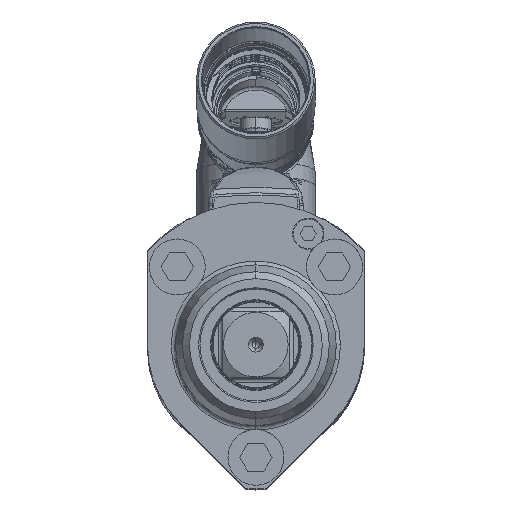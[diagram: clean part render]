
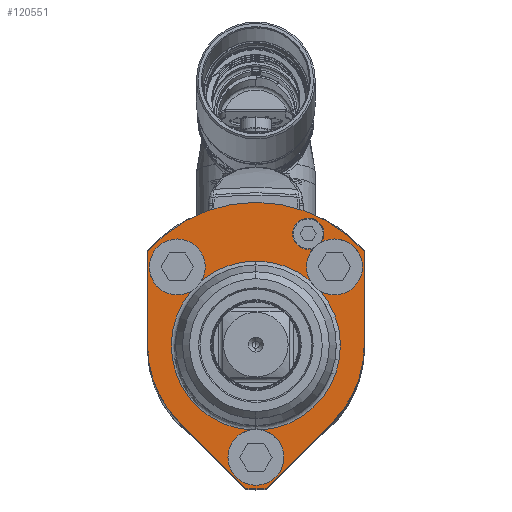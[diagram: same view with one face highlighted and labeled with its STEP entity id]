
A CAD part, top view. The second image highlights one B-rep face of the part: STEP entity #120551.
In plain terms, the highlighted planar face has unit normal (0, 0, 1).
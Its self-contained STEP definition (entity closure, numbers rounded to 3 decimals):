
#118437=CARTESIAN_POINT('',(0.,0.,18.));
#118438=DIRECTION('',(0.,0.,-1.));
#118439=DIRECTION('',(-0.756,0.654,0.));
#118440=AXIS2_PLACEMENT_3D('',#118437,#118438,#118439);
#118442=CARTESIAN_POINT('',(0.,0.,18.));
#118443=DIRECTION('',(0.,0.,-1.));
#118444=DIRECTION('',(1.,0.,0.));
#118445=AXIS2_PLACEMENT_3D('',#118442,#118443,#118444);
#118447=DIRECTION('',(-0.707,-0.707,0.));
#118448=VECTOR('',#118447,26.833);
#118449=CARTESIAN_POINT('',(21.92,-21.92,18.));
#118450=LINE('',#118449,#118448);
#118451=CARTESIAN_POINT('',(0.,0.,18.));
#118452=DIRECTION('',(0.,0.,-1.));
#118453=DIRECTION('',(0.072,-0.997,0.));
#118454=AXIS2_PLACEMENT_3D('',#118451,#118452,#118453);
#118456=DIRECTION('',(-0.707,0.707,0.));
#118457=VECTOR('',#118456,26.833);
#118458=CARTESIAN_POINT('',(-2.947,-40.894,18.));
#118459=LINE('',#118458,#118457);
#118460=CARTESIAN_POINT('',(0.,0.,18.));
#118461=DIRECTION('',(0.,0.,-1.));
#118462=DIRECTION('',(-0.707,-0.707,0.));
#118463=AXIS2_PLACEMENT_3D('',#118460,#118461,#118462);
#118465=CARTESIAN_POINT('',(0.,-32.,18.));
#118466=DIRECTION('',(0.,0.,-1.));
#118467=DIRECTION('',(-1.,0.,0.));
#118468=AXIS2_PLACEMENT_3D('',#118465,#118466,#118467);
#118470=CARTESIAN_POINT('',(0.,-32.,18.));
#118471=DIRECTION('',(0.,0.,-1.));
#118472=DIRECTION('',(1.,0.,0.));
#118473=AXIS2_PLACEMENT_3D('',#118470,#118471,#118472);
#118475=CARTESIAN_POINT('',(0.,-32.,18.));
#118476=DIRECTION('',(0.,0.,-1.));
#118477=DIRECTION('',(0.193,0.981,0.));
#118478=AXIS2_PLACEMENT_3D('',#118475,#118476,#118477);
#118480=CARTESIAN_POINT('',(0.,0.,18.));
#118481=DIRECTION('',(0.,0.,1.));
#118482=DIRECTION('',(0.064,-0.998,0.));
#118483=AXIS2_PLACEMENT_3D('',#118480,#118481,#118482);
#118485=CARTESIAN_POINT('',(22.5,22.5,18.));
#118486=DIRECTION('',(0.,0.,-1.));
#118487=DIRECTION('',(1.,0.,0.));
#118488=AXIS2_PLACEMENT_3D('',#118485,#118486,#118487);
#118490=CARTESIAN_POINT('',(22.5,22.5,18.));
#118491=DIRECTION('',(0.,0.,-1.));
#118492=DIRECTION('',(-0.462,0.887,0.));
#118493=AXIS2_PLACEMENT_3D('',#118490,#118491,#118492);
#118495=CARTESIAN_POINT('',(15.,32.,18.));
#118496=DIRECTION('',(0.,0.,1.));
#118497=DIRECTION('',(0.845,-0.535,0.));
#118498=AXIS2_PLACEMENT_3D('',#118495,#118496,#118497);
#118500=CARTESIAN_POINT('',(15.,32.,18.));
#118501=DIRECTION('',(0.,0.,1.));
#118502=DIRECTION('',(0.,1.,0.));
#118503=AXIS2_PLACEMENT_3D('',#118500,#118501,#118502);
#118505=CARTESIAN_POINT('',(15.,32.,18.));
#118506=DIRECTION('',(0.,0.,1.));
#118507=DIRECTION('',(0.,-1.,0.));
#118508=AXIS2_PLACEMENT_3D('',#118505,#118506,#118507);
#118510=CARTESIAN_POINT('',(22.5,22.5,18.));
#118511=DIRECTION('',(0.,0.,-1.));
#118512=DIRECTION('',(-1.,0.,0.));
#118513=AXIS2_PLACEMENT_3D('',#118510,#118511,#118512);
#118515=CARTESIAN_POINT('',(22.5,22.5,18.));
#118516=DIRECTION('',(0.,0.,-1.));
#118517=DIRECTION('',(-0.869,-0.494,0.));
#118518=AXIS2_PLACEMENT_3D('',#118515,#118516,#118517);
#118520=CARTESIAN_POINT('',(0.,0.,18.));
#118521=DIRECTION('',(0.,0.,1.));
#118522=DIRECTION('',(0.642,0.766,0.));
#118523=AXIS2_PLACEMENT_3D('',#118520,#118521,#118522);
#118525=CARTESIAN_POINT('',(0.,0.,18.));
#118526=DIRECTION('',(0.,0.,1.));
#118527=DIRECTION('',(0.,1.,0.));
#118528=AXIS2_PLACEMENT_3D('',#118525,#118526,#118527);
#118530=CARTESIAN_POINT('',(-22.5,22.5,18.));
#118531=DIRECTION('',(0.,0.,-1.));
#118532=DIRECTION('',(1.,0.,0.));
#118533=AXIS2_PLACEMENT_3D('',#118530,#118531,#118532);
#118535=CARTESIAN_POINT('',(-22.5,22.5,18.));
#118536=DIRECTION('',(0.,0.,-1.));
#118537=DIRECTION('',(-1.,0.,0.));
#118538=AXIS2_PLACEMENT_3D('',#118535,#118536,#118537);
#118540=CARTESIAN_POINT('',(-22.5,22.5,18.));
#118541=DIRECTION('',(0.,0.,-1.));
#118542=DIRECTION('',(0.494,-0.869,0.));
#118543=AXIS2_PLACEMENT_3D('',#118540,#118541,#118542);
#118545=CARTESIAN_POINT('',(0.,0.,18.));
#118546=DIRECTION('',(0.,0.,1.));
#118547=DIRECTION('',(-0.766,0.642,0.));
#118548=AXIS2_PLACEMENT_3D('',#118545,#118546,#118547);
#118550=DIRECTION('',(0.,-1.,0.));
#118551=VECTOR('',#118550,26.833);
#118552=CARTESIAN_POINT('',(-31.,26.833,18.));
#118553=LINE('',#118552,#118551);
#118672=DIRECTION('',(0.,1.,0.));
#118673=VECTOR('',#118672,26.833);
#118674=CARTESIAN_POINT('',(31.,0.,18.));
#118675=LINE('',#118674,#118673);
#119254=CARTESIAN_POINT('',(-18.547,15.545,
18.));
#119265=CARTESIAN_POINT('',(-15.544,18.548,
18.));
#119293=CARTESIAN_POINT('',(0.,0.,18.));
#119294=DIRECTION('',(0.,0.,-1.));
#119295=DIRECTION('',(0.,1.,0.));
#119296=AXIS2_PLACEMENT_3D('',#119293,#119294,#119295);
#119866=CARTESIAN_POINT('',(0.,24.2,18.));
#119867=VERTEX_POINT('',#119866);
#119868=CARTESIAN_POINT('',(-31.,26.833,18.));
#119869=CARTESIAN_POINT('',(-31.,0.,18.));
#119870=VERTEX_POINT('',#119868);
#119871=VERTEX_POINT('',#119869);
#119872=CARTESIAN_POINT('',(31.,0.,18.));
#119873=CARTESIAN_POINT('',(31.,26.833,18.));
#119874=VERTEX_POINT('',#119872);
#119875=VERTEX_POINT('',#119873);
#119876=CARTESIAN_POINT('',(21.92,-21.92,18.));
#119877=VERTEX_POINT('',#119876);
#119878=CARTESIAN_POINT('',(2.947,-40.894,18.));
#119879=VERTEX_POINT('',#119878);
#119880=CARTESIAN_POINT('',(-2.947,-40.894,18.));
#119881=CARTESIAN_POINT('',(-21.92,-21.92,18.));
#119882=VERTEX_POINT('',#119880);
#119883=VERTEX_POINT('',#119881);
#119884=CARTESIAN_POINT('',(15.,36.5,18.));
#119885=CARTESIAN_POINT('',(15.,27.5,18.));
#119886=VERTEX_POINT('',#119884);
#119887=VERTEX_POINT('',#119885);
#119888=CARTESIAN_POINT('',(0.244,24.199,18.));
#119889=VERTEX_POINT('',#119888);
#120170=VERTEX_POINT('',#119254);
#120171=VERTEX_POINT('',#119265);
#120172=CARTESIAN_POINT('',(-30.5,22.5,18.));
#120173=CARTESIAN_POINT('',(-14.5,22.5,18.));
#120174=VERTEX_POINT('',#120172);
#120175=VERTEX_POINT('',#120173);
#120180=CARTESIAN_POINT('',(14.5,22.5,18.));
#120181=CARTESIAN_POINT('',(16.457,27.742,18.));
#120182=VERTEX_POINT('',#120180);
#120183=VERTEX_POINT('',#120181);
#120184=CARTESIAN_POINT('',(18.803,29.595,18.));
#120185=CARTESIAN_POINT('',(30.5,22.5,18.));
#120186=VERTEX_POINT('',#120184);
#120187=VERTEX_POINT('',#120185);
#120188=CARTESIAN_POINT('',(18.546,15.545,18.));
#120189=VERTEX_POINT('',#120188);
#120190=CARTESIAN_POINT('',(15.545,18.548,18.));
#120191=VERTEX_POINT('',#120190);
#120196=CARTESIAN_POINT('',(-8.,-32.,18.));
#120197=CARTESIAN_POINT('',(-1.543,-24.15,18.));
#120198=VERTEX_POINT('',#120196);
#120199=VERTEX_POINT('',#120197);
#120200=CARTESIAN_POINT('',(1.544,-24.15,18.));
#120201=CARTESIAN_POINT('',(8.,-32.,18.));
#120202=VERTEX_POINT('',#120200);
#120203=VERTEX_POINT('',#120201);
#120494=CARTESIAN_POINT('',(0.,0.016,18.));
#120495=DIRECTION('',(0.,0.,1.));
#120496=DIRECTION('',(0.,1.,0.));
#120497=AXIS2_PLACEMENT_3D('',#120494,#120495,#120496);
#120498=PLANE('',#120497);
#120500=ORIENTED_EDGE('',*,*,#120499,.F.);
#120502=ORIENTED_EDGE('',*,*,#120501,.T.);
#120504=ORIENTED_EDGE('',*,*,#120503,.F.);
#120506=ORIENTED_EDGE('',*,*,#120505,.T.);
#120508=ORIENTED_EDGE('',*,*,#120507,.T.);
#120510=ORIENTED_EDGE('',*,*,#120509,.T.);
#120512=ORIENTED_EDGE('',*,*,#120511,.T.);
#120514=ORIENTED_EDGE('',*,*,#120513,.T.);
#120515=EDGE_LOOP('',(#120500,#120502,#120504,#120506,#120508,#120510,#120512,
#120514));
#120516=FACE_OUTER_BOUND('',#120515,.F.);
#120518=ORIENTED_EDGE('',*,*,#120517,.F.);
#120520=ORIENTED_EDGE('',*,*,#120519,.F.);
#120522=ORIENTED_EDGE('',*,*,#120521,.F.);
#120524=ORIENTED_EDGE('',*,*,#120523,.T.);
#120526=ORIENTED_EDGE('',*,*,#120525,.F.);
#120527=ORIENTED_EDGE('',*,*,#120471,.F.);
#120528=ORIENTED_EDGE('',*,*,#120334,.T.);
#120530=ORIENTED_EDGE('',*,*,#120529,.T.);
#120531=ORIENTED_EDGE('',*,*,#120327,.T.);
#120532=ORIENTED_EDGE('',*,*,#120468,.F.);
#120534=ORIENTED_EDGE('',*,*,#120533,.F.);
#120536=ORIENTED_EDGE('',*,*,#120535,.T.);
#120538=ORIENTED_EDGE('',*,*,#120537,.F.);
#120540=ORIENTED_EDGE('',*,*,#120539,.T.);
#120542=ORIENTED_EDGE('',*,*,#120541,.F.);
#120544=ORIENTED_EDGE('',*,*,#120543,.F.);
#120546=ORIENTED_EDGE('',*,*,#120545,.F.);
#120548=ORIENTED_EDGE('',*,*,#120547,.T.);
#120549=EDGE_LOOP('',(#120518,#120520,#120522,#120524,#120526,#120527,#120528,
#120530,#120531,#120532,#120534,#120536,#120538,#120540,#120542,#120544,#120546,
#120548));
#120550=FACE_BOUND('',#120549,.F.);
#118441=CIRCLE('',#118440,41.);
#118446=CIRCLE('',#118445,31.);
#118455=CIRCLE('',#118454,41.);
#118464=CIRCLE('',#118463,31.);
#118469=CIRCLE('',#118468,8.);
#118474=CIRCLE('',#118473,8.);
#118479=CIRCLE('',#118478,8.);
#118484=CIRCLE('',#118483,24.199);
#118489=CIRCLE('',#118488,8.);
#118494=CIRCLE('',#118493,8.);
#118499=CIRCLE('',#118498,4.5);
#118504=CIRCLE('',#118503,4.5);
#118509=CIRCLE('',#118508,4.5);
#118514=CIRCLE('',#118513,8.);
#118519=CIRCLE('',#118518,8.);
#118524=CIRCLE('',#118523,24.2);
#118529=CIRCLE('',#118528,24.2);
#118534=CIRCLE('',#118533,8.);
#118539=CIRCLE('',#118538,8.);
#118544=CIRCLE('',#118543,8.);
#118549=CIRCLE('',#118548,24.199);
#119297=CIRCLE('',#119296,24.2);
#120327=EDGE_CURVE('',#119887,#120183,#118509,.T.);
#120334=EDGE_CURVE('',#120186,#119886,#118499,.T.);
#120468=EDGE_CURVE('',#120182,#120183,#118514,.T.);
#120471=EDGE_CURVE('',#120186,#120187,#118494,.T.);
#120499=EDGE_CURVE('',#119870,#119871,#118553,.T.);
#120501=EDGE_CURVE('',#119870,#119875,#118441,.T.);
#120503=EDGE_CURVE('',#119874,#119875,#118675,.T.);
#120505=EDGE_CURVE('',#119874,#119877,#118446,.T.);
#120507=EDGE_CURVE('',#119877,#119879,#118450,.T.);
#120509=EDGE_CURVE('',#119879,#119882,#118455,.T.);
#120511=EDGE_CURVE('',#119882,#119883,#118459,.T.);
#120513=EDGE_CURVE('',#119883,#119871,#118464,.T.);
#120517=EDGE_CURVE('',#120198,#120199,#118469,.T.);
#120519=EDGE_CURVE('',#120203,#120198,#118474,.T.);
#120521=EDGE_CURVE('',#120202,#120203,#118479,.T.);
#120523=EDGE_CURVE('',#120202,#120189,#118484,.T.);
#120525=EDGE_CURVE('',#120187,#120189,#118489,.T.);
#120529=EDGE_CURVE('',#119886,#119887,#118504,.T.);
#120533=EDGE_CURVE('',#120191,#120182,#118519,.T.);
#120535=EDGE_CURVE('',#120191,#119889,#118524,.T.);
#120537=EDGE_CURVE('',#119867,#119889,#119297,.T.);
#120539=EDGE_CURVE('',#119867,#120171,#118529,.T.);
#120541=EDGE_CURVE('',#120175,#120171,#118534,.T.);
#120543=EDGE_CURVE('',#120174,#120175,#118539,.T.);
#120545=EDGE_CURVE('',#120170,#120174,#118544,.T.);
#120547=EDGE_CURVE('',#120170,#120199,#118549,.T.);
#120551=ADVANCED_FACE('',(#120516,#120550),#120498,.T.);
